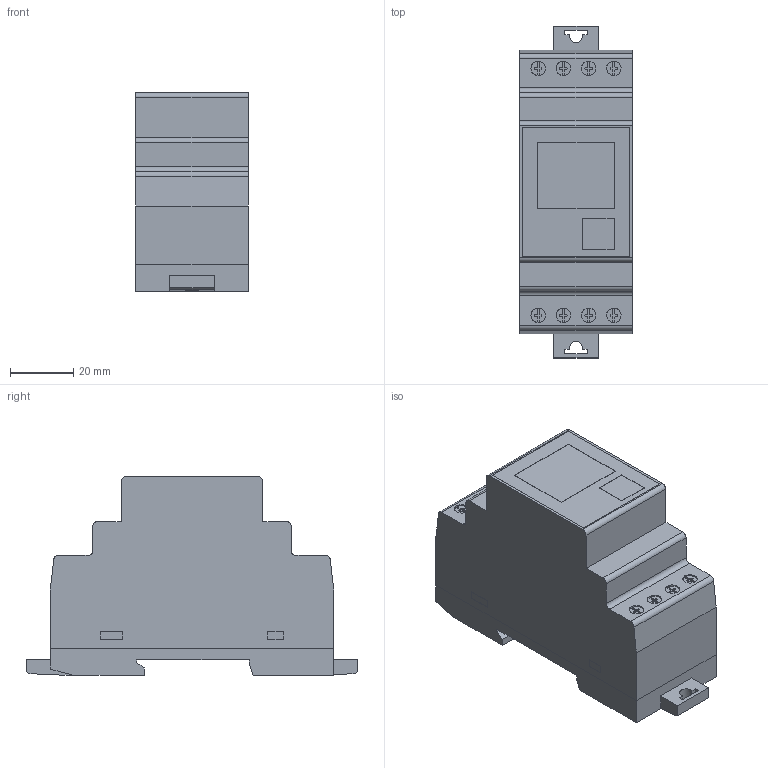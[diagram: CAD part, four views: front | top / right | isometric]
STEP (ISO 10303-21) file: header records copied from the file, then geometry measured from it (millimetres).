
FILE_DESCRIPTION((''),'2;1');
FILE_NAME('3d_DMED120T1MID.stp','2012-10-10T14:00:32',(''),(''),'Mechanical Desktop 2011','Mechanical Desktop 2011',', , ');
FILE_SCHEMA(('CONFIG_CONTROL_DESIGN'));
Length unit declared in the file: millimetre
Products named in the file (1): Product
Bounding box: 35.8 x 105.38 x 63.1 mm (x, y, z)
Volume: 163595.2 mm3; surface area: 27844.4 mm2
Topology: 4 solids, 4 shells, 374 faces, 1079 edges, 738 vertices
Faces by surface type: plane 332, cylinder 42
Entity records: 12235 total; most frequent: CARTESIAN_POINT 2182, ORIENTED_EDGE 2134, DIRECTION 1955, EDGE_CURVE 1067, VECTOR 953, LINE 953, VERTEX_POINT 714, AXIS2_PLACEMENT_3D 501
